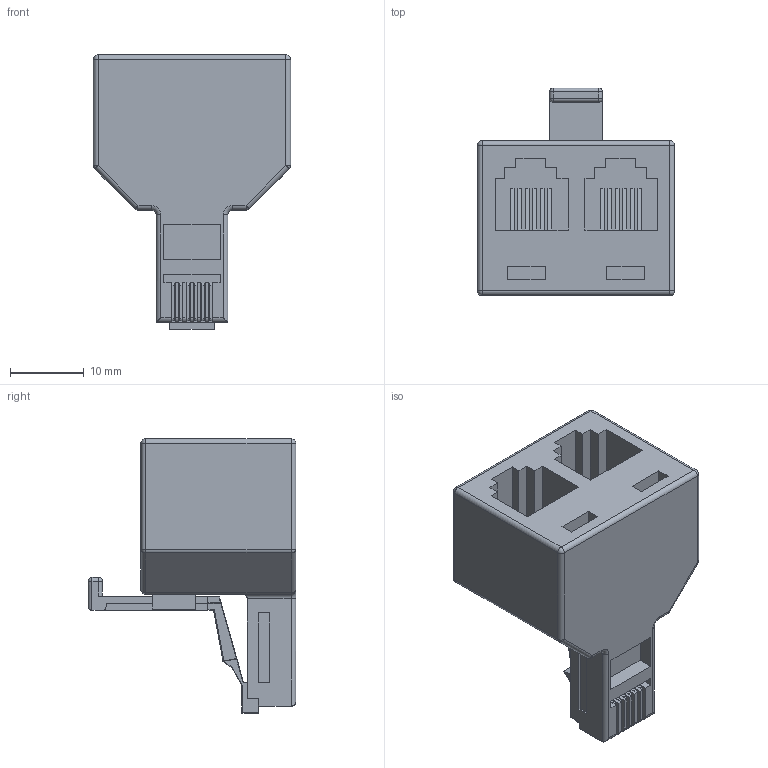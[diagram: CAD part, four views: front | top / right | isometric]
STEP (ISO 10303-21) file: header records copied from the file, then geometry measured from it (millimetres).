
FILE_DESCRIPTION (( 'STEP AP203' ), '1' );
FILE_NAME ('EC503-6E.STEP', '2006-06-30T20:15:26', ( ' ' ), ( ' ' ), 'SwSTEP 2.0', 'SolidWorks 2005354', '' );
FILE_SCHEMA (( 'CONFIG_CONTROL_DESIGN' ));
Length unit declared in the file: inch
Products named in the file (3): EC503-6E; EC503-448 PLUNGER
Assembly tree (2 placements, depth 2):
  EC503-6E
    EC503-448 PLUNGER
    EC503-6E
Bounding box: 26.77 x 28.19 x 37.24 mm (x, y, z)
Volume: 10426.9 mm3; surface area: 5785.7 mm2
Topology: 2 solids, 2 shells, 363 faces, 919 edges, 563 vertices
Faces by surface type: plane 234, cylinder 96, sphere 18, bspline 9, torus 6
Entity records: 11402 total; most frequent: CARTESIAN_POINT 2573, ORIENTED_EDGE 1790, DIRECTION 1713, EDGE_CURVE 895, VECTOR 703, LINE 703, VERTEX_POINT 563, AXIS2_PLACEMENT_3D 505
